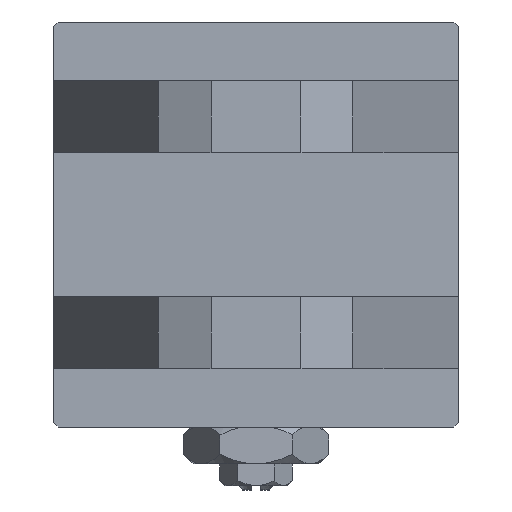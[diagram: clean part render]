
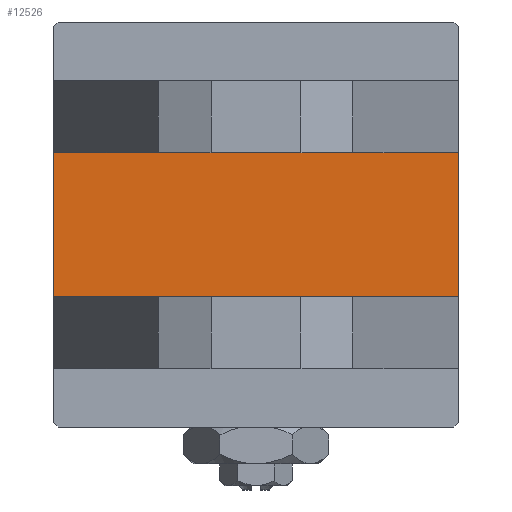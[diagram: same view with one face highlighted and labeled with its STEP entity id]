
A CAD part, left-side view. The second image highlights one B-rep face of the part: STEP entity #12526.
In plain terms, the highlighted planar face has unit normal (-1, 0, 0).
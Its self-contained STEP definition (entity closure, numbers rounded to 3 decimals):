
#1616 = DIRECTION ( 'NONE',  ( 0., 0., -1. ) ) ;
#1625 = DIRECTION ( 'NONE',  ( -1., 0., 0. ) ) ;
#5599 = ORIENTED_EDGE ( 'NONE', *, *, #25001, .T. ) ;
#6646 = DIRECTION ( 'NONE',  ( 0., 0., -1. ) ) ;
#8176 = CARTESIAN_POINT ( 'NONE',  ( 0., 22.5, -22.5 ) ) ;
#9324 = CARTESIAN_POINT ( 'NONE',  ( 0., 8., -22.5 ) ) ;
#12526 = ADVANCED_FACE ( 'NONE', ( #34168 ), #37611, .T. ) ;
#15150 = ORIENTED_EDGE ( 'NONE', *, *, #41476, .F. ) ;
#16059 = DIRECTION ( 'NONE',  ( 0., -1., 0. ) ) ;
#16806 = VECTOR ( 'NONE', #39221, 1000. ) ;
#17890 = LINE ( 'NONE', #30484, #25918 ) ;
#19305 = ORIENTED_EDGE ( 'NONE', *, *, #38067, .F. ) ;
#19642 = VERTEX_POINT ( 'NONE', #25213 ) ;
#22099 = DIRECTION ( 'NONE',  ( 0., 0., 1. ) ) ;
#23714 = LINE ( 'NONE', #39737, #16806 ) ;
#25001 = EDGE_CURVE ( 'NONE', #49834, #42812, #42128, .T. ) ;
#25213 = CARTESIAN_POINT ( 'NONE',  ( 0., -8., 22.5 ) ) ;
#25918 = VECTOR ( 'NONE', #1616, 1000. ) ;
#26767 = AXIS2_PLACEMENT_3D ( 'NONE', #42292, #1625, #22099 ) ;
#28215 = EDGE_LOOP ( 'NONE', ( #30244, #19305, #15150, #5599 ) ) ;
#28232 = EDGE_CURVE ( 'NONE', #42812, #49178, #31307, .T. ) ;
#30244 = ORIENTED_EDGE ( 'NONE', *, *, #28232, .T. ) ;
#30484 = CARTESIAN_POINT ( 'NONE',  ( 0., -8., 22.5 ) ) ;
#31307 = LINE ( 'NONE', #8176, #41601 ) ;
#32232 = VECTOR ( 'NONE', #6646, 1000. ) ;
#34168 = FACE_OUTER_BOUND ( 'NONE', #28215, .T. ) ;
#37611 = PLANE ( 'NONE',  #26767 ) ;
#38067 = EDGE_CURVE ( 'NONE', #19642, #49178, #17890, .T. ) ;
#39221 = DIRECTION ( 'NONE',  ( 0., -1., 0. ) ) ;
#39737 = CARTESIAN_POINT ( 'NONE',  ( 0., 22.5, 22.5 ) ) ;
#41476 = EDGE_CURVE ( 'NONE', #49834, #19642, #23714, .T. ) ;
#41601 = VECTOR ( 'NONE', #16059, 1000. ) ;
#42128 = LINE ( 'NONE', #42614, #32232 ) ;
#42292 = CARTESIAN_POINT ( 'NONE',  ( 0., 0., 0. ) ) ;
#42614 = CARTESIAN_POINT ( 'NONE',  ( 0., 8., 22.5 ) ) ;
#42812 = VERTEX_POINT ( 'NONE', #9324 ) ;
#47294 = CARTESIAN_POINT ( 'NONE',  ( 0., -8., -22.5 ) ) ;
#49178 = VERTEX_POINT ( 'NONE', #47294 ) ;
#49834 = VERTEX_POINT ( 'NONE', #51745 ) ;
#51745 = CARTESIAN_POINT ( 'NONE',  ( 0., 8., 22.5 ) ) ;
